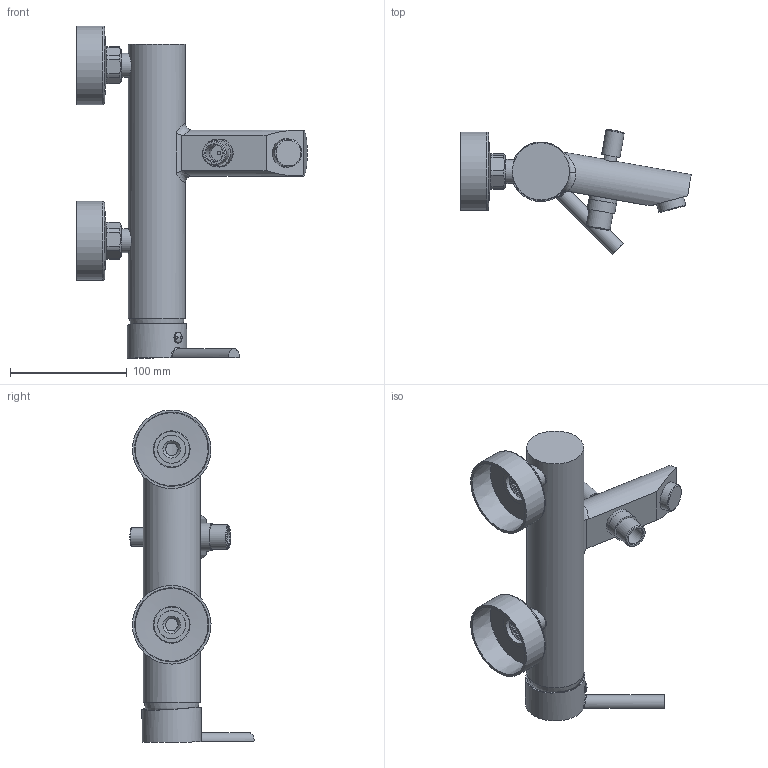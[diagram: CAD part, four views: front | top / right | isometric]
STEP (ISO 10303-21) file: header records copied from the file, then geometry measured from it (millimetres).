
FILE_DESCRIPTION (( 'STEP AP203' ), '1' );
FILE_NAME ('33-P17221.STEP', '2021-05-27T10:27:55', ( '' ), ( '' ), 'SwSTEP 2.0', 'SolidWorks 2021', '' );
FILE_SCHEMA (( 'CONFIG_CONTROL_DESIGN' ));
Products named in the file (1): 33-P17221
Bounding box: 197.77 x 106.54 x 284.75 mm (x, y, z)
Volume: 275876 mm3; surface area: 184630.3 mm2
Topology: 13 solids, 13 shells, 816 faces, 1968 edges, 1202 vertices
Faces by surface type: cylinder 249, bspline 242, plane 212, cone 63, torus 30, sphere 20
Full cylindrical faces by diameter (mm): 3.3 x1, 3.4 x1, 4.2 x2, 5.4 x1, 5.5 x3, 6.8 x1, 8 x2, 9.5 x1, 11.5 x1, 12 x1, 12.6 x1, 13.5 x1, 13.7 x1, 14.327 x1, 14.6 x1, 15 x2, 15.5 x1, 16 x5, 16.4 x2, 16.5 x1, 18 x3, 19 x2, 19.5 x3, 20.4 x2, 20.5 x2, 20.8 x1, 21 x5, 21.3 x1, 21.5 x1, 21.9 x2
Entity records: 76063 total; most frequent: CARTESIAN_POINT 60797, ORIENTED_EDGE 3454, DIRECTION 2526, EDGE_CURVE 1727, VERTEX_POINT 1132, AXIS2_PLACEMENT_3D 1037, EDGE_LOOP 1017, FACE_OUTER_BOUND 899
